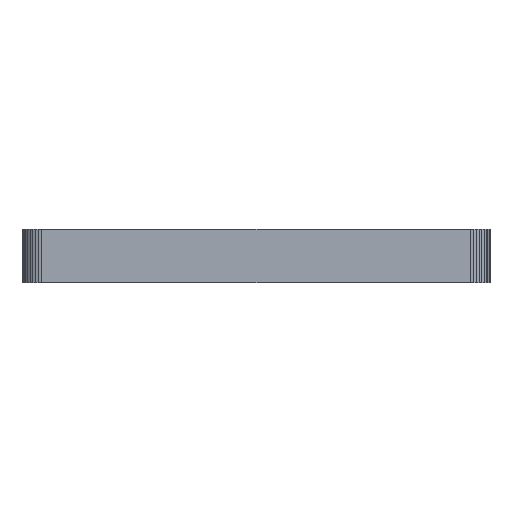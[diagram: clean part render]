
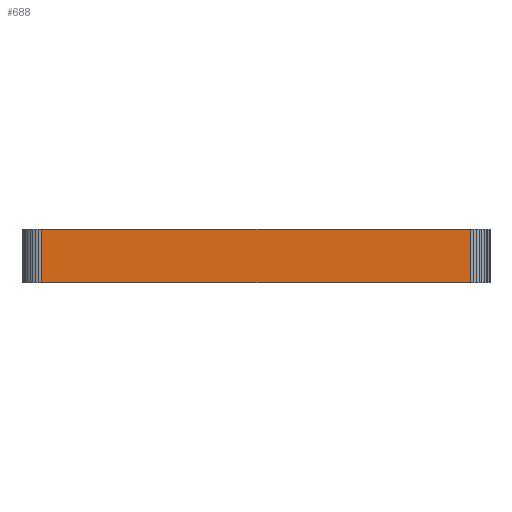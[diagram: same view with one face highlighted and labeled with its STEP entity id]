
A CAD part, left-side view. The second image highlights one B-rep face of the part: STEP entity #688.
In plain terms, the highlighted planar face has unit normal (-1, 0, 0).
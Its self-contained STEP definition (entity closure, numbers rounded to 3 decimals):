
#663 = VERTEX_POINT('',#664);
#664 = CARTESIAN_POINT('',(0.,0.762,-2.078));
#670 = EDGE_CURVE('',#671,#663,#673,.T.);
#671 = VERTEX_POINT('',#672);
#672 = CARTESIAN_POINT('',(0.,0.762,0.));
#673 = LINE('',#674,#675);
#674 = CARTESIAN_POINT('',(0.,0.762,0.));
#675 = VECTOR('',#676,1.);
#676 = DIRECTION('',(0.,0.,-1.));
#688 = ADVANCED_FACE('',(#689),#714,.F.);
#689 = FACE_BOUND('',#690,.F.);
#690 = EDGE_LOOP('',(#691,#692,#700,#708));
#691 = ORIENTED_EDGE('',*,*,#670,.T.);
#692 = ORIENTED_EDGE('',*,*,#693,.T.);
#693 = EDGE_CURVE('',#663,#694,#696,.T.);
#694 = VERTEX_POINT('',#695);
#695 = CARTESIAN_POINT('',(0.,17.526,-2.078));
#696 = LINE('',#697,#698);
#697 = CARTESIAN_POINT('',(0.,0.762,-2.078));
#698 = VECTOR('',#699,1.);
#699 = DIRECTION('',(0.,1.,0.));
#700 = ORIENTED_EDGE('',*,*,#701,.F.);
#701 = EDGE_CURVE('',#702,#694,#704,.T.);
#702 = VERTEX_POINT('',#703);
#703 = CARTESIAN_POINT('',(0.,17.526,0.));
#704 = LINE('',#705,#706);
#705 = CARTESIAN_POINT('',(0.,17.526,0.));
#706 = VECTOR('',#707,1.);
#707 = DIRECTION('',(0.,0.,-1.));
#708 = ORIENTED_EDGE('',*,*,#709,.F.);
#709 = EDGE_CURVE('',#671,#702,#710,.T.);
#710 = LINE('',#711,#712);
#711 = CARTESIAN_POINT('',(0.,0.762,0.));
#712 = VECTOR('',#713,1.);
#713 = DIRECTION('',(0.,1.,0.));
#714 = PLANE('',#715);
#715 = AXIS2_PLACEMENT_3D('',#716,#717,#718);
#716 = CARTESIAN_POINT('',(0.,0.762,0.));
#717 = DIRECTION('',(1.,0.,0.));
#718 = DIRECTION('',(0.,1.,0.));
